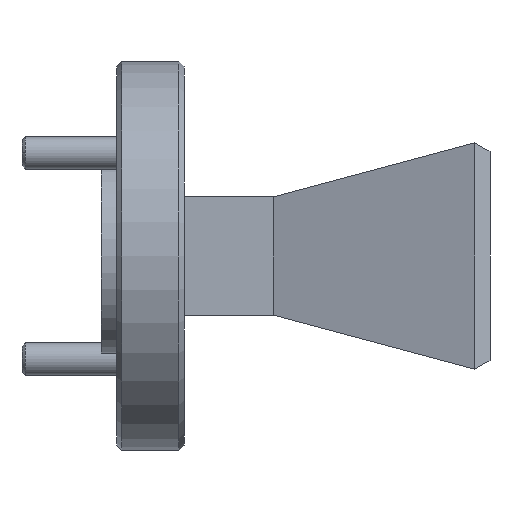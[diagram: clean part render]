
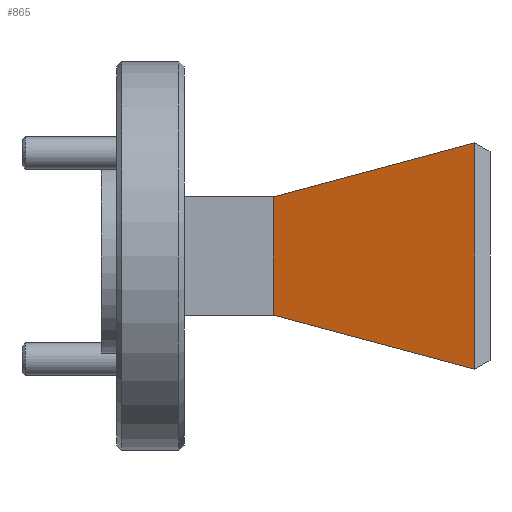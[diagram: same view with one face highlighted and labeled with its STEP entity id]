
A CAD part, front view. The second image highlights one B-rep face of the part: STEP entity #865.
In plain terms, the highlighted planar face has unit normal (-0.259, -0.966, 0).
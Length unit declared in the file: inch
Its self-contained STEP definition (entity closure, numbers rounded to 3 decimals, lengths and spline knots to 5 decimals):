
#54 = DIRECTION ( 'NONE',  ( 0., 0., -1. ) ) ;
#81 = EDGE_CURVE ( 'NONE', #844, #1636, #1580, .T. ) ;
#181 = PLANE ( 'NONE',  #1161 ) ;
#198 = CARTESIAN_POINT ( 'NONE',  ( -2.28484, 1.26976, 0.12891 ) ) ;
#222 = CARTESIAN_POINT ( 'NONE',  ( -1.89582, 1.16552, 0.02467 ) ) ;
#329 = EDGE_CURVE ( 'NONE', #919, #844, #1123, .T. ) ;
#359 = ORIENTED_EDGE ( 'NONE', *, *, #329, .F. ) ;
#381 = DIRECTION ( 'NONE',  ( -0.935, 0.251, 0.251 ) ) ;
#445 = VECTOR ( 'NONE', #381, 39.37008 ) ;
#559 = CARTESIAN_POINT ( 'NONE',  ( -1.89582, 1.16552, 0.46114 ) ) ;
#844 = VERTEX_POINT ( 'NONE', #2340 ) ;
#849 = FACE_OUTER_BOUND ( 'NONE', #1159, .T. ) ;
#865 = ADVANCED_FACE ( 'NONE', ( #849 ), #181, .F. ) ;
#919 = VERTEX_POINT ( 'NONE', #559 ) ;
#951 = VECTOR ( 'NONE', #1003, 39.37008 ) ;
#980 = ORIENTED_EDGE ( 'NONE', *, *, #81, .F. ) ;
#995 = CARTESIAN_POINT ( 'NONE',  ( -2.28484, 1.26976, 0.35691 ) ) ;
#1003 = DIRECTION ( 'NONE',  ( 0., 0., -1. ) ) ;
#1057 = CARTESIAN_POINT ( 'NONE',  ( -2.28484, 1.26976, 0.35691 ) ) ;
#1061 = CARTESIAN_POINT ( 'NONE',  ( -2.47391, 1.32042, 0.24291 ) ) ;
#1123 = LINE ( 'NONE', #1911, #951 ) ;
#1139 = LINE ( 'NONE', #995, #2362 ) ;
#1159 = EDGE_LOOP ( 'NONE', ( #1688, #1604, #980, #359 ) ) ;
#1161 = AXIS2_PLACEMENT_3D ( 'NONE', #1061, #1427, #1794 ) ;
#1169 = CARTESIAN_POINT ( 'NONE',  ( -2.28484, 1.26976, 0.35691 ) ) ;
#1301 = VECTOR ( 'NONE', #1991, 39.37008 ) ;
#1427 = DIRECTION ( 'NONE',  ( 0.259, 0.966, 0. ) ) ;
#1576 = VERTEX_POINT ( 'NONE', #1169 ) ;
#1580 = LINE ( 'NONE', #222, #445 ) ;
#1604 = ORIENTED_EDGE ( 'NONE', *, *, #1992, .T. ) ;
#1636 = VERTEX_POINT ( 'NONE', #198 ) ;
#1688 = ORIENTED_EDGE ( 'NONE', *, *, #2329, .F. ) ;
#1734 = LINE ( 'NONE', #1057, #1301 ) ;
#1794 = DIRECTION ( 'NONE',  ( -0.966, 0.259, 0. ) ) ;
#1911 = CARTESIAN_POINT ( 'NONE',  ( -1.89582, 1.16552, 0.24291 ) ) ;
#1991 = DIRECTION ( 'NONE',  ( 0.935, -0.251, 0.251 ) ) ;
#1992 = EDGE_CURVE ( 'NONE', #1576, #1636, #1139, .T. ) ;
#2329 = EDGE_CURVE ( 'NONE', #1576, #919, #1734, .T. ) ;
#2340 = CARTESIAN_POINT ( 'NONE',  ( -1.89582, 1.16552, 0.02467 ) ) ;
#2362 = VECTOR ( 'NONE', #54, 39.37008 ) ;
